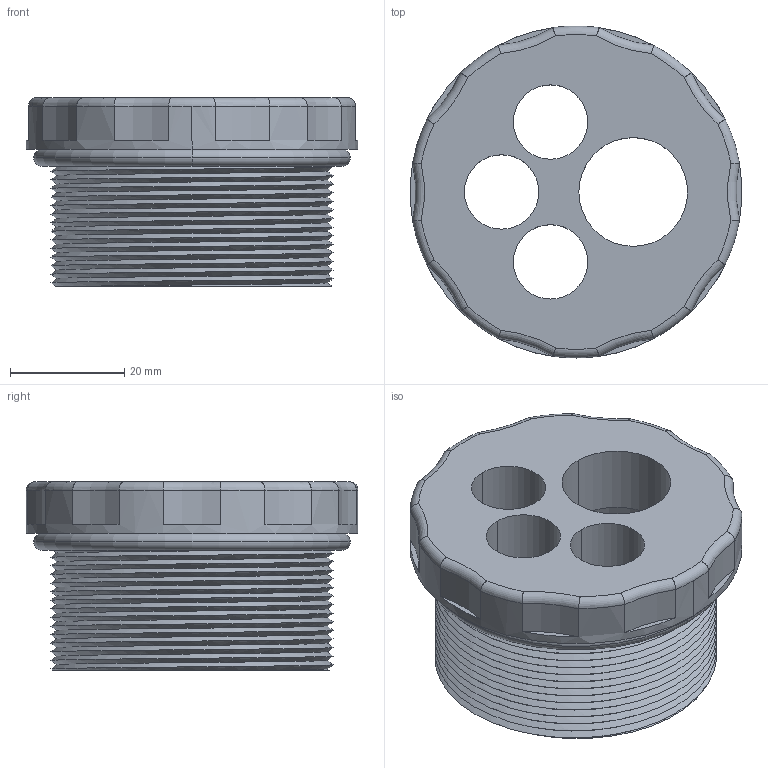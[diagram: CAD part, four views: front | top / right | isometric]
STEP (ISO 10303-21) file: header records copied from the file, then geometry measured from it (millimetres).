
FILE_DESCRIPTION(('STEP AP242'),'1');
FILE_NAME('nsytsam504se.stp','2019-06-06T14:32:11',('TraceParts'),('TraceParts S.A.'),'Spatial InterOp 3D',' ',' ');
FILE_SCHEMA(('AP242_MANAGED_MODEL_BASED_3D_ENGINEERING_MIM_LF {1 0 10303 442 1 1 4}'));
Length unit declared in the file: millimetre
Products named in the file (1): nsytsam504se_1
Bounding box: 58 x 58 x 33 mm (x, y, z)
Volume: 26903.5 mm3; surface area: 17946.3 mm2
Topology: 2 solids, 2 shells, 75 faces, 202 edges, 131 vertices
Faces by surface type: torus 28, cylinder 24, plane 15, bspline 8
Entity records: 5787 total; most frequent: CARTESIAN_POINT 3906, ORIENTED_EDGE 404, DIRECTION 385, EDGE_CURVE 202, AXIS2_PLACEMENT_3D 171, VERTEX_POINT 131, CIRCLE 102, EDGE_LOOP 85
